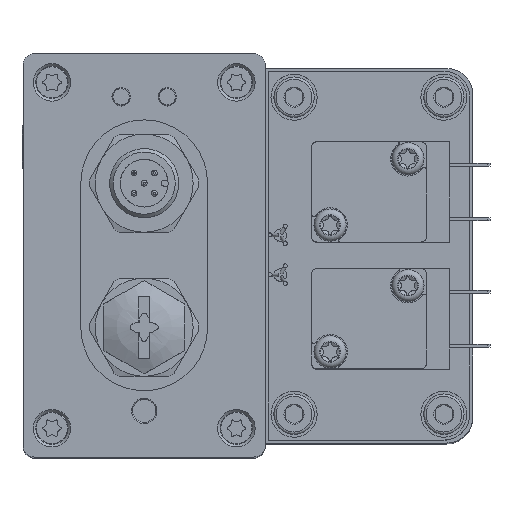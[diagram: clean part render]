
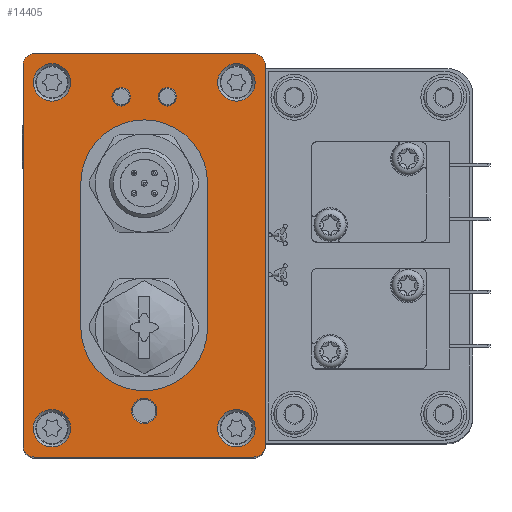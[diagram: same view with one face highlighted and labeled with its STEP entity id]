
A CAD part, top view. The second image highlights one B-rep face of the part: STEP entity #14405.
In plain terms, the highlighted planar face has unit normal (0, 0, 1).
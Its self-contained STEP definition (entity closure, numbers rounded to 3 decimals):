
#252=CIRCLE('',#15154,1.6);
#253=CIRCLE('',#15155,1.6);
#254=CIRCLE('',#15156,2.);
#255=CIRCLE('',#15157,2.);
#256=CIRCLE('',#15158,2.);
#257=CIRCLE('',#15159,2.);
#258=CIRCLE('',#15160,11.);
#259=CIRCLE('',#15161,11.);
#260=CIRCLE('',#15162,3.25);
#261=CIRCLE('',#15163,3.25);
#262=CIRCLE('',#15164,3.25);
#263=CIRCLE('',#15165,3.25);
#264=CIRCLE('',#15166,2.189);
#1228=LINE('',#20106,#1784);
#1229=LINE('',#20111,#1785);
#1230=LINE('',#20115,#1786);
#1231=LINE('',#20119,#1787);
#1232=LINE('',#20122,#1788);
#1233=LINE('',#20127,#1789);
#1784=VECTOR('',#16644,1000.);
#1785=VECTOR('',#16647,1000.);
#1786=VECTOR('',#16650,1000.);
#1787=VECTOR('',#16653,1000.);
#1788=VECTOR('',#16656,1000.);
#1789=VECTOR('',#16659,1000.);
#2412=ORIENTED_EDGE('',*,*,#5166,.F.);
#2413=ORIENTED_EDGE('',*,*,#5167,.F.);
#2414=ORIENTED_EDGE('',*,*,#5168,.T.);
#2415=ORIENTED_EDGE('',*,*,#5169,.T.);
#2416=ORIENTED_EDGE('',*,*,#5170,.T.);
#2417=ORIENTED_EDGE('',*,*,#5171,.T.);
#2418=ORIENTED_EDGE('',*,*,#5172,.T.);
#2419=ORIENTED_EDGE('',*,*,#5173,.T.);
#2420=ORIENTED_EDGE('',*,*,#5174,.T.);
#2421=ORIENTED_EDGE('',*,*,#5175,.T.);
#2422=ORIENTED_EDGE('',*,*,#5176,.F.);
#2423=ORIENTED_EDGE('',*,*,#5177,.F.);
#2424=ORIENTED_EDGE('',*,*,#5178,.F.);
#2425=ORIENTED_EDGE('',*,*,#5179,.F.);
#2426=ORIENTED_EDGE('',*,*,#5180,.T.);
#2427=ORIENTED_EDGE('',*,*,#5181,.T.);
#2428=ORIENTED_EDGE('',*,*,#5182,.T.);
#2429=ORIENTED_EDGE('',*,*,#5183,.T.);
#2430=ORIENTED_EDGE('',*,*,#5184,.T.);
#5166=EDGE_CURVE('',#6531,#6531,#252,.T.);
#5167=EDGE_CURVE('',#6532,#6532,#253,.T.);
#5168=EDGE_CURVE('',#6533,#6534,#1228,.T.);
#5169=EDGE_CURVE('',#6534,#6535,#254,.T.);
#5170=EDGE_CURVE('',#6535,#6536,#1229,.T.);
#5171=EDGE_CURVE('',#6536,#6537,#255,.T.);
#5172=EDGE_CURVE('',#6537,#6538,#1230,.T.);
#5173=EDGE_CURVE('',#6538,#6539,#256,.T.);
#5174=EDGE_CURVE('',#6539,#6540,#1231,.T.);
#5175=EDGE_CURVE('',#6540,#6533,#257,.T.);
#5176=EDGE_CURVE('',#6541,#6542,#1232,.T.);
#5177=EDGE_CURVE('',#6543,#6541,#258,.T.);
#5178=EDGE_CURVE('',#6544,#6543,#1233,.T.);
#5179=EDGE_CURVE('',#6542,#6544,#259,.T.);
#5180=EDGE_CURVE('',#6545,#6545,#260,.T.);
#5181=EDGE_CURVE('',#6546,#6546,#261,.T.);
#5182=EDGE_CURVE('',#6547,#6547,#262,.T.);
#5183=EDGE_CURVE('',#6548,#6548,#263,.T.);
#5184=EDGE_CURVE('',#6549,#6549,#264,.F.);
#6531=VERTEX_POINT('',#20103);
#6532=VERTEX_POINT('',#20105);
#6533=VERTEX_POINT('',#20107);
#6534=VERTEX_POINT('',#20108);
#6535=VERTEX_POINT('',#20110);
#6536=VERTEX_POINT('',#20112);
#6537=VERTEX_POINT('',#20114);
#6538=VERTEX_POINT('',#20116);
#6539=VERTEX_POINT('',#20118);
#6540=VERTEX_POINT('',#20120);
#6541=VERTEX_POINT('',#20123);
#6542=VERTEX_POINT('',#20124);
#6543=VERTEX_POINT('',#20126);
#6544=VERTEX_POINT('',#20128);
#6545=VERTEX_POINT('',#20131);
#6546=VERTEX_POINT('',#20133);
#6547=VERTEX_POINT('',#20135);
#6548=VERTEX_POINT('',#20137);
#6549=VERTEX_POINT('',#20139);
#7678=EDGE_LOOP('',(#2412));
#7679=EDGE_LOOP('',(#2413));
#7680=EDGE_LOOP('',(#2414,#2415,#2416,#2417,#2418,#2419,#2420,#2421));
#7681=EDGE_LOOP('',(#2422,#2423,#2424,#2425));
#7682=EDGE_LOOP('',(#2426));
#7683=EDGE_LOOP('',(#2427));
#7684=EDGE_LOOP('',(#2428));
#7685=EDGE_LOOP('',(#2429));
#7686=EDGE_LOOP('',(#2430));
#8727=FACE_BOUND('',#7678,.T.);
#8728=FACE_BOUND('',#7679,.T.);
#8729=FACE_BOUND('',#7680,.T.);
#8730=FACE_BOUND('',#7681,.T.);
#8731=FACE_BOUND('',#7682,.T.);
#8732=FACE_BOUND('',#7683,.T.);
#8733=FACE_BOUND('',#7684,.T.);
#8734=FACE_BOUND('',#7685,.T.);
#8735=FACE_BOUND('',#7686,.T.);
#9785=PLANE('',#15153);
#14405=ADVANCED_FACE('',(#8727,#8728,#8729,#8730,#8731,#8732,#8733,#8734,
#8735),#9785,.T.);
#15153=AXIS2_PLACEMENT_3D('',#20101,#16638,#16639);
#15154=AXIS2_PLACEMENT_3D('',#20102,#16640,#16641);
#15155=AXIS2_PLACEMENT_3D('',#20104,#16642,#16643);
#15156=AXIS2_PLACEMENT_3D('',#20109,#16645,#16646);
#15157=AXIS2_PLACEMENT_3D('',#20113,#16648,#16649);
#15158=AXIS2_PLACEMENT_3D('',#20117,#16651,#16652);
#15159=AXIS2_PLACEMENT_3D('',#20121,#16654,#16655);
#15160=AXIS2_PLACEMENT_3D('',#20125,#16657,#16658);
#15161=AXIS2_PLACEMENT_3D('',#20129,#16660,#16661);
#15162=AXIS2_PLACEMENT_3D('',#20130,#16662,#16663);
#15163=AXIS2_PLACEMENT_3D('',#20132,#16664,#16665);
#15164=AXIS2_PLACEMENT_3D('',#20134,#16666,#16667);
#15165=AXIS2_PLACEMENT_3D('',#20136,#16668,#16669);
#15166=AXIS2_PLACEMENT_3D('',#20138,#16670,#16671);
#16638=DIRECTION('',(0.,0.,1.));
#16639=DIRECTION('',(1.,0.,0.));
#16640=DIRECTION('',(0.,0.,1.));
#16641=DIRECTION('',(1.,0.,0.));
#16642=DIRECTION('',(0.,0.,1.));
#16643=DIRECTION('',(1.,0.,0.));
#16644=DIRECTION('',(0.,-1.,0.));
#16645=DIRECTION('',(0.,0.,1.));
#16646=DIRECTION('',(1.,0.,0.));
#16647=DIRECTION('',(1.,0.,0.));
#16648=DIRECTION('',(0.,0.,1.));
#16649=DIRECTION('',(1.,0.,0.));
#16650=DIRECTION('',(0.,1.,0.));
#16651=DIRECTION('',(0.,0.,1.));
#16652=DIRECTION('',(1.,0.,0.));
#16653=DIRECTION('',(-1.,0.,0.));
#16654=DIRECTION('',(0.,0.,1.));
#16655=DIRECTION('',(1.,0.,0.));
#16656=DIRECTION('',(0.,-1.,0.));
#16657=DIRECTION('',(0.,0.,1.));
#16658=DIRECTION('',(1.,0.,0.));
#16659=DIRECTION('',(0.,1.,0.));
#16660=DIRECTION('',(0.,0.,1.));
#16661=DIRECTION('',(1.,0.,0.));
#16662=DIRECTION('',(0.,0.,-1.));
#16663=DIRECTION('',(-1.,0.,0.));
#16664=DIRECTION('',(0.,0.,-1.));
#16665=DIRECTION('',(-1.,0.,0.));
#16666=DIRECTION('',(0.,0.,-1.));
#16667=DIRECTION('',(-1.,0.,0.));
#16668=DIRECTION('',(0.,0.,-1.));
#16669=DIRECTION('',(-1.,0.,0.));
#16670=DIRECTION('',(0.,0.,1.));
#16671=DIRECTION('',(1.,0.,0.));
#20101=CARTESIAN_POINT('',(2.,-33.,138.5));
#20102=CARTESIAN_POINT('',(17.,-27.5,138.5));
#20103=CARTESIAN_POINT('',(18.6,-27.5,138.5));
#20104=CARTESIAN_POINT('',(25.,-27.5,138.5));
#20105=CARTESIAN_POINT('',(26.6,-27.5,138.5));
#20106=CARTESIAN_POINT('',(0.,33.,138.5));
#20107=CARTESIAN_POINT('',(0.,33.,138.5));
#20108=CARTESIAN_POINT('',(0.,-33.,138.5));
#20109=CARTESIAN_POINT('',(2.,-33.,138.5));
#20110=CARTESIAN_POINT('',(2.,-35.,138.5));
#20111=CARTESIAN_POINT('',(2.,-35.,138.5));
#20112=CARTESIAN_POINT('',(40.,-35.,138.5));
#20113=CARTESIAN_POINT('',(40.,-33.,138.5));
#20114=CARTESIAN_POINT('',(42.,-33.,138.5));
#20115=CARTESIAN_POINT('',(42.,-33.,138.5));
#20116=CARTESIAN_POINT('',(42.,33.,138.5));
#20117=CARTESIAN_POINT('',(40.,33.,138.5));
#20118=CARTESIAN_POINT('',(40.,35.,138.5));
#20119=CARTESIAN_POINT('',(40.,35.,138.5));
#20120=CARTESIAN_POINT('',(2.,35.,138.5));
#20121=CARTESIAN_POINT('',(2.,33.,138.5));
#20122=CARTESIAN_POINT('',(10.,12.5,138.5));
#20123=CARTESIAN_POINT('',(10.,12.5,138.5));
#20124=CARTESIAN_POINT('',(10.,-12.5,138.5));
#20125=CARTESIAN_POINT('',(21.,12.5,138.5));
#20126=CARTESIAN_POINT('',(32.,12.5,138.5));
#20127=CARTESIAN_POINT('',(32.,-12.5,138.5));
#20128=CARTESIAN_POINT('',(32.,-12.5,138.5));
#20129=CARTESIAN_POINT('',(21.,-12.5,138.5));
#20130=CARTESIAN_POINT('',(5.,30.,138.5));
#20131=CARTESIAN_POINT('',(1.75,30.,138.5));
#20132=CARTESIAN_POINT('',(5.,-30.,138.5));
#20133=CARTESIAN_POINT('',(1.75,-30.,138.5));
#20134=CARTESIAN_POINT('',(37.,-30.,138.5));
#20135=CARTESIAN_POINT('',(33.75,-30.,138.5));
#20136=CARTESIAN_POINT('',(37.,30.,138.5));
#20137=CARTESIAN_POINT('',(33.75,30.,138.5));
#20138=CARTESIAN_POINT('',(21.,27.,138.5));
#20139=CARTESIAN_POINT('',(23.189,27.,138.5));
